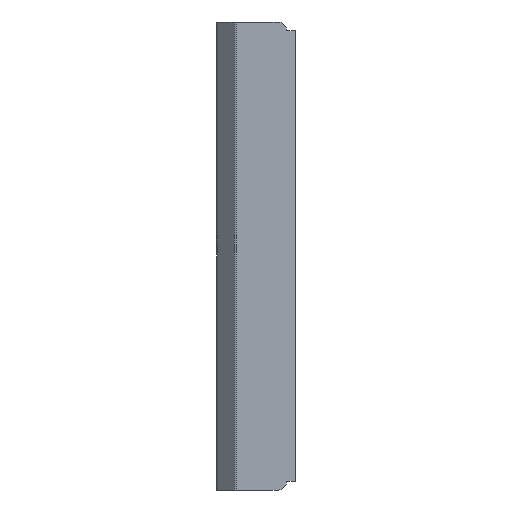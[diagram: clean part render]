
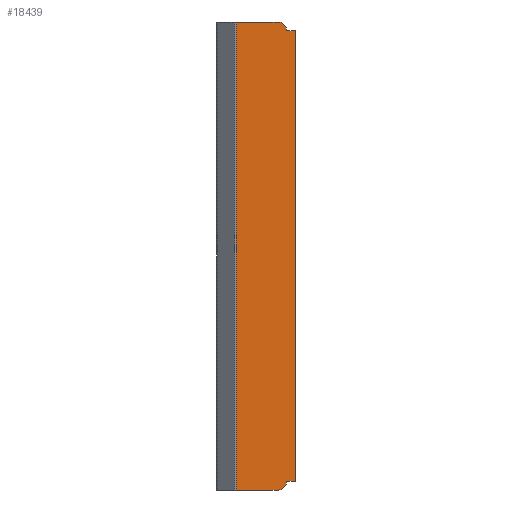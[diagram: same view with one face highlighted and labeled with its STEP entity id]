
A CAD part, left-side view. The second image highlights one B-rep face of the part: STEP entity #18439.
In plain terms, the highlighted planar face has unit normal (-1, 0, 0).
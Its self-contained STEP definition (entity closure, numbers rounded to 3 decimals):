
#427=CIRCLE('',#18693,15.);
#433=CIRCLE('',#18703,15.);
#1125=FACE_OUTER_BOUND('',#2187,.T.);
#2187=EDGE_LOOP('',(#15279,#15280,#15281,#15282,#15283,#15284,#15285,#15286));
#2600=LINE('',#23887,#5108);
#2606=LINE('',#23899,#5114);
#2608=LINE('',#23902,#5116);
#3872=LINE('',#26480,#6380);
#4695=LINE('',#28149,#7203);
#4696=LINE('',#28150,#7204);
#5108=VECTOR('',#19572,10.);
#5114=VECTOR('',#19580,10.);
#5116=VECTOR('',#19584,10.);
#6380=VECTOR('',#21354,3.6);
#7203=VECTOR('',#23039,10.);
#7204=VECTOR('',#23040,3.6);
#7615=VERTEX_POINT('',#23883);
#7617=VERTEX_POINT('',#23886);
#7620=VERTEX_POINT('',#23893);
#7622=VERTEX_POINT('',#23897);
#8463=VERTEX_POINT('',#25606);
#8473=VERTEX_POINT('',#25634);
#8683=VERTEX_POINT('',#26478);
#9098=VERTEX_POINT('',#28148);
#9304=EDGE_CURVE('',#7615,#7617,#2600,.T.);
#9310=EDGE_CURVE('',#7620,#7622,#2606,.T.);
#9312=EDGE_CURVE('',#7617,#7622,#2608,.T.);
#10163=EDGE_CURVE('',#7620,#8463,#427,.T.);
#10177=EDGE_CURVE('',#8473,#7615,#433,.T.);
#10600=EDGE_CURVE('',#8683,#8473,#3872,.T.);
#11435=EDGE_CURVE('',#8683,#9098,#4695,.T.);
#11436=EDGE_CURVE('',#9098,#8463,#4696,.T.);
#15279=ORIENTED_EDGE('',*,*,#10163,.F.);
#15280=ORIENTED_EDGE('',*,*,#9310,.T.);
#15281=ORIENTED_EDGE('',*,*,#9312,.F.);
#15282=ORIENTED_EDGE('',*,*,#9304,.F.);
#15283=ORIENTED_EDGE('',*,*,#10177,.F.);
#15284=ORIENTED_EDGE('',*,*,#10600,.F.);
#15285=ORIENTED_EDGE('',*,*,#11435,.T.);
#15286=ORIENTED_EDGE('',*,*,#11436,.T.);
#17581=PLANE('',#19351);
#18439=ADVANCED_FACE('',(#1125),#17581,.T.);
#18693=AXIS2_PLACEMENT_3D('',#25607,#20473,#20474);
#18703=AXIS2_PLACEMENT_3D('',#25635,#20501,#20502);
#19351=AXIS2_PLACEMENT_3D('',#28147,#23037,#23038);
#19572=DIRECTION('',(0.,-1.,0.));
#19580=DIRECTION('',(0.,-1.,0.));
#19584=DIRECTION('',(0.,0.,-1.));
#20473=DIRECTION('center_axis',(1.,0.,0.));
#20474=DIRECTION('ref_axis',(0.,-0.707,-0.707));
#20501=DIRECTION('center_axis',(1.,0.,0.));
#20502=DIRECTION('ref_axis',(0.,-0.707,0.707));
#21354=DIRECTION('',(0.,-1.,0.));
#23037=DIRECTION('center_axis',(-1.,0.,0.));
#23038=DIRECTION('ref_axis',(0.,0.,
1.));
#23039=DIRECTION('',(0.,0.,-1.));
#23040=DIRECTION('',(0.,-1.,0.));
#23883=CARTESIAN_POINT('',(-141.82,-119.32,391.234));
#23886=CARTESIAN_POINT('',(-141.82,-134.32,391.234));
#23887=CARTESIAN_POINT('',(-141.82,-119.32,391.234));
#23893=CARTESIAN_POINT('',(-141.82,-119.32,-391.964));
#23897=CARTESIAN_POINT('',(-141.82,-134.32,-391.964));
#23899=CARTESIAN_POINT('',(-141.82,-119.32,-391.964));
#23902=CARTESIAN_POINT('',(-141.82,-134.32,-443.766));
#25606=CARTESIAN_POINT('',(-141.82,-104.32,-406.964));
#25607=CARTESIAN_POINT('Origin',(-141.82,-104.32,-391.964));
#25634=CARTESIAN_POINT('',(-141.82,-104.32,406.234));
#25635=CARTESIAN_POINT('Origin',(-141.82,-104.32,391.234));
#26478=CARTESIAN_POINT('',(-141.82,-31.391,406.234));
#26480=CARTESIAN_POINT('',(-141.82,-20.081,406.234));
#28147=CARTESIAN_POINT('Origin',(-141.82,-73.942,18.036));
#28148=CARTESIAN_POINT('',(-141.82,-31.391,-406.964));
#28149=CARTESIAN_POINT('',(-141.82,-31.391,18.036));
#28150=CARTESIAN_POINT('',(-141.82,-20.081,-406.964));
